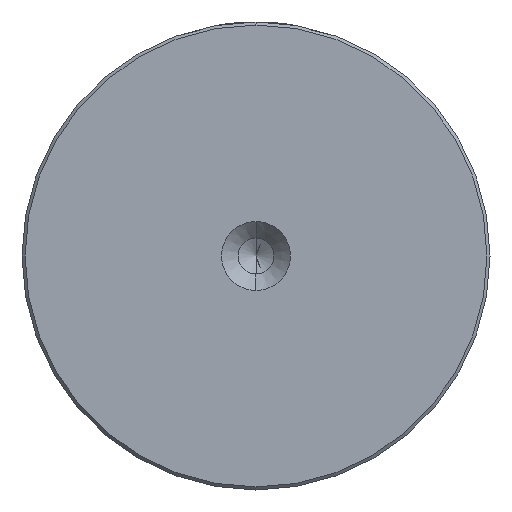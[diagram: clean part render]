
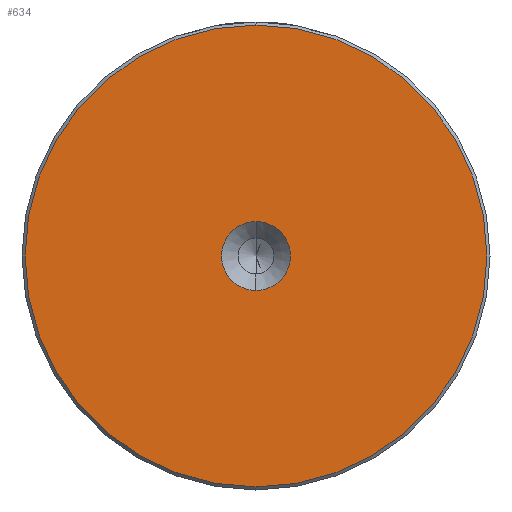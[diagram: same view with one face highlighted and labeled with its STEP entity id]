
A CAD part, left-side view. The second image highlights one B-rep face of the part: STEP entity #634.
In plain terms, the highlighted planar face has unit normal (-1, 0, 0).
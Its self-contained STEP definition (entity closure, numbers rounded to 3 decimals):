
#90 = EDGE_CURVE ( 'NONE', #642, #2010, #242, .T. ) ;
#152 = DIRECTION ( 'NONE',  ( 0., 0., 1. ) ) ;
#197 = DIRECTION ( 'NONE',  ( 0., 0., 1. ) ) ;
#214 = CIRCLE ( 'NONE', #1533, 5.6 ) ;
#242 = CIRCLE ( 'NONE', #2055, 5.6 ) ;
#319 = CARTESIAN_POINT ( 'NONE',  ( 0., 0., 0. ) ) ;
#498 = CIRCLE ( 'NONE', #834, 37.5 ) ;
#515 = ORIENTED_EDGE ( 'NONE', *, *, #2260, .F. ) ;
#536 = DIRECTION ( 'NONE',  ( 0., 0., 1. ) ) ;
#581 = FACE_OUTER_BOUND ( 'NONE', #2512, .T. ) ;
#583 = DIRECTION ( 'NONE',  ( -1., 0., 0. ) ) ;
#584 = DIRECTION ( 'NONE',  ( -1., 0., 0. ) ) ;
#634 = ADVANCED_FACE ( 'NONE', ( #581, #1678 ), #995, .T. ) ;
#642 = VERTEX_POINT ( 'NONE', #2429 ) ;
#653 = AXIS2_PLACEMENT_3D ( 'NONE', #730, #584, #152 ) ;
#730 = CARTESIAN_POINT ( 'NONE',  ( 0., 0., 0. ) ) ;
#795 = CARTESIAN_POINT ( 'NONE',  ( 0., 0., -37.5 ) ) ;
#808 = DIRECTION ( 'NONE',  ( -1., 0., 0. ) ) ;
#834 = AXIS2_PLACEMENT_3D ( 'NONE', #1214, #583, #197 ) ;
#995 = PLANE ( 'NONE',  #653 ) ;
#1104 = EDGE_CURVE ( 'NONE', #1549, #2545, #498, .T. ) ;
#1192 = DIRECTION ( 'NONE',  ( 0., 0., 1. ) ) ;
#1214 = CARTESIAN_POINT ( 'NONE',  ( 0., 0., 0. ) ) ;
#1253 = DIRECTION ( 'NONE',  ( -1., 0., 0. ) ) ;
#1280 = EDGE_CURVE ( 'NONE', #2545, #1549, #2481, .T. ) ;
#1305 = CARTESIAN_POINT ( 'NONE',  ( 0., 0., 0. ) ) ;
#1410 = ORIENTED_EDGE ( 'NONE', *, *, #90, .F. ) ;
#1533 = AXIS2_PLACEMENT_3D ( 'NONE', #2043, #808, #2258 ) ;
#1549 = VERTEX_POINT ( 'NONE', #2012 ) ;
#1678 = FACE_BOUND ( 'NONE', #2562, .T. ) ;
#1746 = CARTESIAN_POINT ( 'NONE',  ( 0., 0., -5.6 ) ) ;
#1771 = DIRECTION ( 'NONE',  ( -1., 0., 0. ) ) ;
#1916 = ORIENTED_EDGE ( 'NONE', *, *, #1104, .T. ) ;
#2010 = VERTEX_POINT ( 'NONE', #1746 ) ;
#2012 = CARTESIAN_POINT ( 'NONE',  ( 0., 0., 37.5 ) ) ;
#2043 = CARTESIAN_POINT ( 'NONE',  ( 0., 0., 0. ) ) ;
#2055 = AXIS2_PLACEMENT_3D ( 'NONE', #1305, #1253, #1192 ) ;
#2074 = AXIS2_PLACEMENT_3D ( 'NONE', #319, #1771, #536 ) ;
#2258 = DIRECTION ( 'NONE',  ( 0., 0., 1. ) ) ;
#2260 = EDGE_CURVE ( 'NONE', #2010, #642, #214, .T. ) ;
#2429 = CARTESIAN_POINT ( 'NONE',  ( 0., 0., 5.6 ) ) ;
#2481 = CIRCLE ( 'NONE', #2074, 37.5 ) ;
#2512 = EDGE_LOOP ( 'NONE', ( #2673, #1916 ) ) ;
#2545 = VERTEX_POINT ( 'NONE', #795 ) ;
#2562 = EDGE_LOOP ( 'NONE', ( #1410, #515 ) ) ;
#2673 = ORIENTED_EDGE ( 'NONE', *, *, #1280, .T. ) ;
